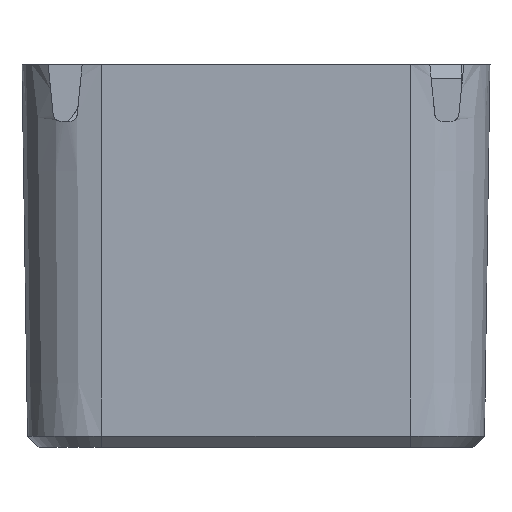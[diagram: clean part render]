
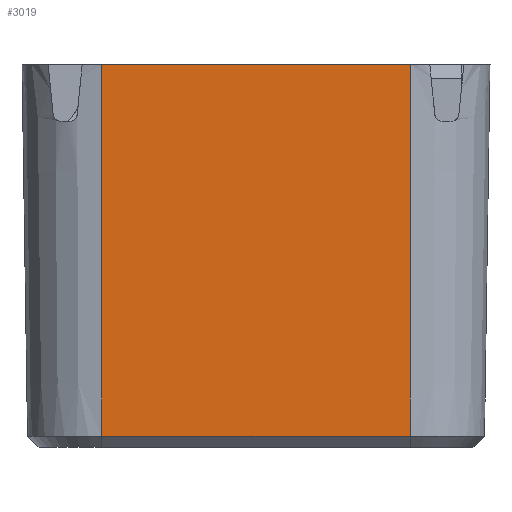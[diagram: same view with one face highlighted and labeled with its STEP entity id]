
A CAD part, left-side view. The second image highlights one B-rep face of the part: STEP entity #3019.
In plain terms, the highlighted planar face has unit normal (-1, 0, -0.015).
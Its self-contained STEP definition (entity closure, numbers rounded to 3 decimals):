
#32 = PLANE('',#33);
#33 = AXIS2_PLACEMENT_3D('',#34,#35,#36);
#34 = CARTESIAN_POINT('',(14.1,2.5,33.7));
#35 = DIRECTION('',(0.,0.,-1.));
#36 = DIRECTION('',(-1.,0.,0.));
#146 = VERTEX_POINT('',#147);
#147 = CARTESIAN_POINT('',(0.,7.,33.7));
#162 = CONICAL_SURFACE('',#163,7.,0.015);
#163 = AXIS2_PLACEMENT_3D('',#164,#165,#166);
#164 = CARTESIAN_POINT('',(7.,7.,33.7));
#165 = DIRECTION('',(0.,0.,1.));
#166 = DIRECTION('',(-1.,0.,0.));
#174 = EDGE_CURVE('',#146,#175,#177,.T.);
#175 = VERTEX_POINT('',#176);
#176 = CARTESIAN_POINT('',(0.,34.2,33.7));
#177 = SURFACE_CURVE('',#178,(#182,#189),.PCURVE_S1.);
#178 = LINE('',#179,#180);
#179 = CARTESIAN_POINT('',(0.,0.,33.7));
#180 = VECTOR('',#181,1.);
#181 = DIRECTION('',(0.,1.,0.));
#182 = PCURVE('',#32,#183);
#183 = DEFINITIONAL_REPRESENTATION('',(#184),#188);
#184 = LINE('',#185,#186);
#185 = CARTESIAN_POINT('',(14.1,-2.5));
#186 = VECTOR('',#187,1.);
#187 = DIRECTION('',(0.,1.));
#188 = ( GEOMETRIC_REPRESENTATION_CONTEXT(2) 
PARAMETRIC_REPRESENTATION_CONTEXT() REPRESENTATION_CONTEXT('2D SPACE',''
  ) );
#189 = PCURVE('',#190,#195);
#190 = PLANE('',#191);
#191 = AXIS2_PLACEMENT_3D('',#192,#193,#194);
#192 = CARTESIAN_POINT('',(0.5,0.,0.));
#193 = DIRECTION('',(-1.,0.,-0.015));
#194 = DIRECTION('',(0.,1.,0.));
#195 = DEFINITIONAL_REPRESENTATION('',(#196),#200);
#196 = LINE('',#197,#198);
#197 = CARTESIAN_POINT('',(0.,-33.704));
#198 = VECTOR('',#199,1.);
#199 = DIRECTION('',(1.,0.));
#200 = ( GEOMETRIC_REPRESENTATION_CONTEXT(2) 
PARAMETRIC_REPRESENTATION_CONTEXT() REPRESENTATION_CONTEXT('2D SPACE',''
  ) );
#219 = CONICAL_SURFACE('',#220,7.,0.015);
#220 = AXIS2_PLACEMENT_3D('',#221,#222,#223);
#221 = CARTESIAN_POINT('',(7.,34.2,33.7));
#222 = DIRECTION('',(0.,0.,1.));
#223 = DIRECTION('',(-1.,0.,0.));
#1532 = EDGE_CURVE('',#146,#1533,#1535,.T.);
#1533 = VERTEX_POINT('',#1534);
#1534 = CARTESIAN_POINT('',(0.485,7.,1.));
#1535 = SURFACE_CURVE('',#1536,(#1539,#1545),.PCURVE_S1.);
#1536 = B_SPLINE_CURVE_WITH_KNOTS('',1,(#1537,#1538),.UNSPECIFIED.,.F.,
  .F.,(2,2),(0.,1.),.PIECEWISE_BEZIER_KNOTS.);
#1537 = CARTESIAN_POINT('',(0.,7.,33.7));
#1538 = CARTESIAN_POINT('',(0.5,7.,0.));
#1539 = PCURVE('',#162,#1540);
#1540 = DEFINITIONAL_REPRESENTATION('',(#1541),#1544);
#1541 = B_SPLINE_CURVE_WITH_KNOTS('',1,(#1542,#1543),.UNSPECIFIED.,.F.,
  .F.,(2,2),(0.,1.),.PIECEWISE_BEZIER_KNOTS.);
#1542 = CARTESIAN_POINT('',(-6.283,0.));
#1543 = CARTESIAN_POINT('',(-6.283,-33.7));
#1544 = ( GEOMETRIC_REPRESENTATION_CONTEXT(2) 
PARAMETRIC_REPRESENTATION_CONTEXT() REPRESENTATION_CONTEXT('2D SPACE',''
  ) );
#1545 = PCURVE('',#190,#1546);
#1546 = DEFINITIONAL_REPRESENTATION('',(#1547),#1550);
#1547 = B_SPLINE_CURVE_WITH_KNOTS('',1,(#1548,#1549),.UNSPECIFIED.,.F.,
  .F.,(2,2),(0.,1.),.PIECEWISE_BEZIER_KNOTS.);
#1548 = CARTESIAN_POINT('',(7.,-33.704));
#1549 = CARTESIAN_POINT('',(7.,0.));
#1550 = ( GEOMETRIC_REPRESENTATION_CONTEXT(2) 
PARAMETRIC_REPRESENTATION_CONTEXT() REPRESENTATION_CONTEXT('2D SPACE',''
  ) );
#2487 = VERTEX_POINT('',#2488);
#2488 = CARTESIAN_POINT('',(0.485,34.2,1.));
#2515 = EDGE_CURVE('',#2487,#175,#2516,.T.);
#2516 = SURFACE_CURVE('',#2517,(#2521,#2528),.PCURVE_S1.);
#2517 = LINE('',#2518,#2519);
#2518 = CARTESIAN_POINT('',(0.5,34.2,0.));
#2519 = VECTOR('',#2520,1.);
#2520 = DIRECTION('',(-0.015,0.,1.));
#2521 = PCURVE('',#219,#2522);
#2522 = DEFINITIONAL_REPRESENTATION('',(#2523),#2527);
#2523 = LINE('',#2524,#2525);
#2524 = CARTESIAN_POINT('',(-0.,-33.7));
#2525 = VECTOR('',#2526,1.);
#2526 = DIRECTION('',(0.,1.));
#2527 = ( GEOMETRIC_REPRESENTATION_CONTEXT(2) 
PARAMETRIC_REPRESENTATION_CONTEXT() REPRESENTATION_CONTEXT('2D SPACE',''
  ) );
#2528 = PCURVE('',#190,#2529);
#2529 = DEFINITIONAL_REPRESENTATION('',(#2530),#2534);
#2530 = LINE('',#2531,#2532);
#2531 = CARTESIAN_POINT('',(34.2,0.));
#2532 = VECTOR('',#2533,1.);
#2533 = DIRECTION('',(0.,-1.));
#2534 = ( GEOMETRIC_REPRESENTATION_CONTEXT(2) 
PARAMETRIC_REPRESENTATION_CONTEXT() REPRESENTATION_CONTEXT('2D SPACE',''
  ) );
#3019 = ADVANCED_FACE('',(#3020),#190,.T.);
#3020 = FACE_BOUND('',#3021,.T.);
#3021 = EDGE_LOOP('',(#3022,#3023,#3049,#3050));
#3022 = ORIENTED_EDGE('',*,*,#2515,.F.);
#3023 = ORIENTED_EDGE('',*,*,#3024,.F.);
#3024 = EDGE_CURVE('',#1533,#2487,#3025,.T.);
#3025 = SURFACE_CURVE('',#3026,(#3030,#3037),.PCURVE_S1.);
#3026 = LINE('',#3027,#3028);
#3027 = CARTESIAN_POINT('',(0.485,7.,1.));
#3028 = VECTOR('',#3029,1.);
#3029 = DIRECTION('',(0.,1.,0.));
#3030 = PCURVE('',#190,#3031);
#3031 = DEFINITIONAL_REPRESENTATION('',(#3032),#3036);
#3032 = LINE('',#3033,#3034);
#3033 = CARTESIAN_POINT('',(7.,-1.));
#3034 = VECTOR('',#3035,1.);
#3035 = DIRECTION('',(1.,0.));
#3036 = ( GEOMETRIC_REPRESENTATION_CONTEXT(2) 
PARAMETRIC_REPRESENTATION_CONTEXT() REPRESENTATION_CONTEXT('2D SPACE',''
  ) );
#3037 = PCURVE('',#3038,#3043);
#3038 = PLANE('',#3039);
#3039 = AXIS2_PLACEMENT_3D('',#3040,#3041,#3042);
#3040 = CARTESIAN_POINT('',(0.993,7.,0.5));
#3041 = DIRECTION('',(-0.702,0.,-0.712)
  );
#3042 = DIRECTION('',(0.,-1.,0.));
#3043 = DEFINITIONAL_REPRESENTATION('',(#3044),#3048);
#3044 = LINE('',#3045,#3046);
#3045 = CARTESIAN_POINT('',(-0.,0.712));
#3046 = VECTOR('',#3047,1.);
#3047 = DIRECTION('',(-1.,0.));
#3048 = ( GEOMETRIC_REPRESENTATION_CONTEXT(2) 
PARAMETRIC_REPRESENTATION_CONTEXT() REPRESENTATION_CONTEXT('2D SPACE',''
  ) );
#3049 = ORIENTED_EDGE('',*,*,#1532,.F.);
#3050 = ORIENTED_EDGE('',*,*,#174,.T.);
